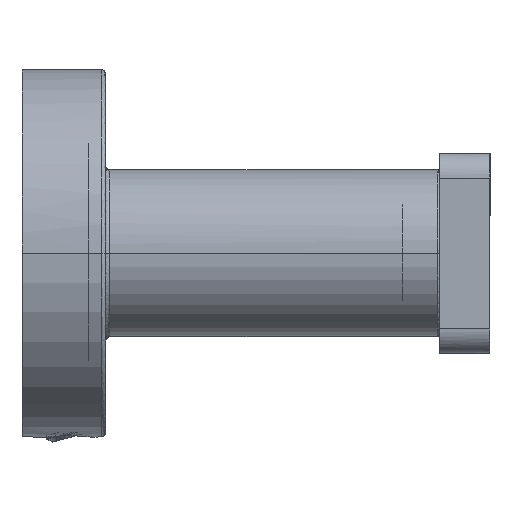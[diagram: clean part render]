
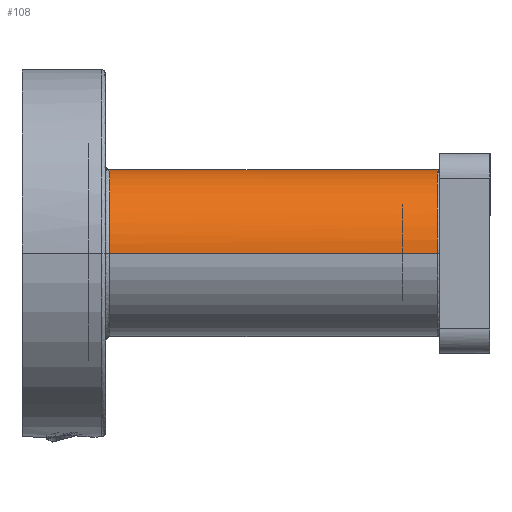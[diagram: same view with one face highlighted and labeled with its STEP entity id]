
A CAD part, left-side view. The second image highlights one B-rep face of the part: STEP entity #108.
In plain terms, the highlighted cylindrical face has radius 10 mm (diameter 20 mm), a partial arc.
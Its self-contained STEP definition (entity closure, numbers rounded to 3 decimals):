
#108=ADVANCED_FACE('',(#288),#2869,.T.);
#288=FACE_OUTER_BOUND('',#472,.T.);
#472=EDGE_LOOP('',(#729,#730,#731,#732));
#729=ORIENTED_EDGE('',*,*,#1580,.T.);
#730=ORIENTED_EDGE('',*,*,#1581,.T.);
#731=ORIENTED_EDGE('',*,*,#1582,.T.);
#732=ORIENTED_EDGE('',*,*,#1583,.T.);
#1580=EDGE_CURVE('',#2572,#2573,#2059,.T.);
#1581=EDGE_CURVE('',#2573,#2569,#2228,.T.);
#1582=EDGE_CURVE('',#2569,#2568,#2060,.T.);
#1583=EDGE_CURVE('',#2568,#2572,#2229,.T.);
#2059=(
BOUNDED_CURVE()
B_SPLINE_CURVE(2,(#4295,#4296,#4297,#4298,#4299),.UNSPECIFIED.,.F.,.F.)
B_SPLINE_CURVE_WITH_KNOTS((3,2,3),(0.,15.708,31.416),
 .UNSPECIFIED.)
CURVE()
GEOMETRIC_REPRESENTATION_ITEM()
RATIONAL_B_SPLINE_CURVE((1.,0.707,1.,0.707,1.))
REPRESENTATION_ITEM('')
);
#2060=(
BOUNDED_CURVE()
B_SPLINE_CURVE(2,(#4302,#4303,#4304,#4305,#4306),.UNSPECIFIED.,.F.,.F.)
B_SPLINE_CURVE_WITH_KNOTS((3,2,3),(0.,15.708,31.416),
 .UNSPECIFIED.)
CURVE()
GEOMETRIC_REPRESENTATION_ITEM()
RATIONAL_B_SPLINE_CURVE((1.,0.707,1.,0.707,1.))
REPRESENTATION_ITEM('')
);
#2228=B_SPLINE_CURVE_WITH_KNOTS('',1,(#4300,#4301),.UNSPECIFIED.,.F.,.F.,
(2,2),(0.,39.2),.UNSPECIFIED.);
#2229=B_SPLINE_CURVE_WITH_KNOTS('',1,(#4307,#4308),.UNSPECIFIED.,.F.,.F.,
(2,2),(0.,39.2),.UNSPECIFIED.);
#2568=VERTEX_POINT('',#4195);
#2569=VERTEX_POINT('',#4196);
#2572=VERTEX_POINT('',#4199);
#2573=VERTEX_POINT('',#4200);
#2869=CYLINDRICAL_SURFACE('',#3060,10.);
#3060=AXIS2_PLACEMENT_3D('',#3660,#3210,$);
#3210=DIRECTION('',(0.,0.,-1.));
#3660=CARTESIAN_POINT('',(-300.,0.,-22.9));
#4195=CARTESIAN_POINT('',(-310.,0.,-42.5));
#4196=CARTESIAN_POINT('',(-290.,0.,-42.5));
#4199=CARTESIAN_POINT('',(-310.,0.,-3.3));
#4200=CARTESIAN_POINT('',(-290.,0.,-3.3));
#4295=CARTESIAN_POINT('',(-310.,0.,-3.3));
#4296=CARTESIAN_POINT('',(-310.,10.,-3.3));
#4297=CARTESIAN_POINT('',(-300.,10.,-3.3));
#4298=CARTESIAN_POINT('',(-290.,10.,-3.3));
#4299=CARTESIAN_POINT('',(-290.,0.,-3.3));
#4300=CARTESIAN_POINT('',(-290.,0.,-3.3));
#4301=CARTESIAN_POINT('',(-290.,0.,-42.5));
#4302=CARTESIAN_POINT('',(-290.,0.,-42.5));
#4303=CARTESIAN_POINT('',(-290.,10.,-42.5));
#4304=CARTESIAN_POINT('',(-300.,10.,-42.5));
#4305=CARTESIAN_POINT('',(-310.,10.,-42.5));
#4306=CARTESIAN_POINT('',(-310.,0.,-42.5));
#4307=CARTESIAN_POINT('',(-310.,0.,-42.5));
#4308=CARTESIAN_POINT('',(-310.,0.,-3.3));
